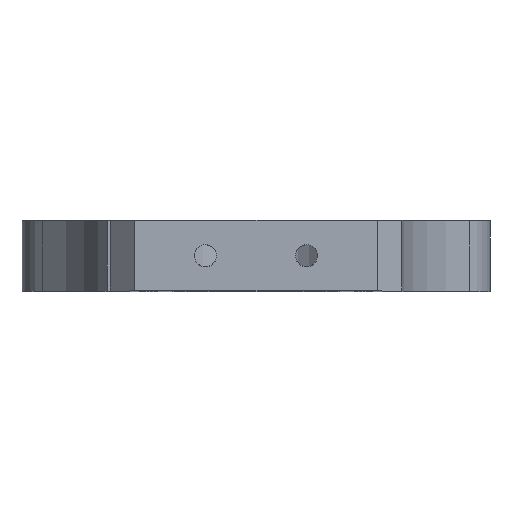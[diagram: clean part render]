
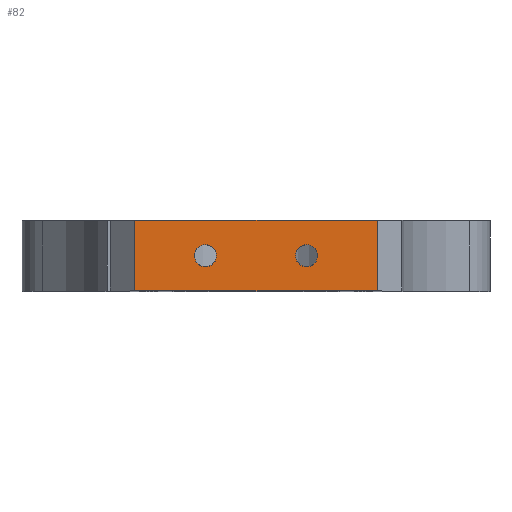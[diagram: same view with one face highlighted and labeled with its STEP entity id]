
A CAD part, top view. The second image highlights one B-rep face of the part: STEP entity #82.
In plain terms, the highlighted planar face has unit normal (0, 0, 1).
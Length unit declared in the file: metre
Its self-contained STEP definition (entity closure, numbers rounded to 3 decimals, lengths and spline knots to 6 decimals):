
#82=ADVANCED_FACE('1307:43',(#209,#210,#211),#212,.T.);
#209=FACE_BOUND('',#403,.T.);
#210=FACE_BOUND('',#404,.T.);
#211=FACE_OUTER_BOUND('',#405,.T.);
#212=PLANE('',#406);
#403=EDGE_LOOP('',(#818,#819));
#404=EDGE_LOOP('',(#820,#821));
#405=EDGE_LOOP('',(#822,#823,#824,#825));
#406=AXIS2_PLACEMENT_3D('',#826,#827,#828);
#818=ORIENTED_EDGE('',*,*,#1376,.F.);
#819=ORIENTED_EDGE('',*,*,#1231,.F.);
#820=ORIENTED_EDGE('',*,*,#1261,.T.);
#821=ORIENTED_EDGE('',*,*,#1377,.T.);
#822=ORIENTED_EDGE('',*,*,#1340,.F.);
#823=ORIENTED_EDGE('',*,*,#1378,.F.);
#824=ORIENTED_EDGE('',*,*,#1379,.F.);
#825=ORIENTED_EDGE('',*,*,#1380,.T.);
#826=CARTESIAN_POINT('',(-0.00359,0.191057,0.034));
#827=DIRECTION('',(0.,0.,1.0));
#828=DIRECTION('',(1.0,0.,0.));
#1231=EDGE_CURVE('1307:373',#1468,#1464,#1470,.T.);
#1261=EDGE_CURVE('1307:376',#1523,#1527,#1529,.T.);
#1340=EDGE_CURVE('1307:268',#1671,#1673,#1674,.F.);
#1376=EDGE_CURVE('1307:373',#1464,#1468,#1733,.T.);
#1377=EDGE_CURVE('1307:376',#1527,#1523,#1734,.T.);
#1378=EDGE_CURVE('1307:379',#1735,#1671,#1736,.T.);
#1379=EDGE_CURVE('1307:382',#1737,#1735,#1738,.T.);
#1380=EDGE_CURVE('1307:385',#1737,#1673,#1739,.T.);
#1464=VERTEX_POINT('',#1888);
#1468=VERTEX_POINT('',#1893);
#1470=CIRCLE('',#1896,0.0016);
#1523=VERTEX_POINT('',#2024);
#1527=VERTEX_POINT('',#2029);
#1529=CIRCLE('',#2032,0.0016);
#1671=VERTEX_POINT('',#2405);
#1673=VERTEX_POINT('',#2408);
#1674=LINE('',#2409,#2410);
#1733=CIRCLE('',#2598,0.0016);
#1734=CIRCLE('',#2599,0.0016);
#1735=VERTEX_POINT('',#2600);
#1736=LINE('',#2601,#2602);
#1737=VERTEX_POINT('',#2603);
#1738=LINE('',#2604,#2605);
#1739=LINE('',#2606,#2607);
#1888=CARTESIAN_POINT('',(-0.012479,0.196157,0.034));
#1893=CARTESIAN_POINT('',(-0.009279,0.196157,0.034));
#1896=AXIS2_PLACEMENT_3D('',#2768,#2769,#2770);
#2024=CARTESIAN_POINT('',(0.005301,0.196157,0.034));
#2029=CARTESIAN_POINT('',(0.002101,0.196157,0.034));
#2032=AXIS2_PLACEMENT_3D('',#2824,#2825,#2826);
#2405=CARTESIAN_POINT('',(-0.021087,0.201257,0.034));
#2408=CARTESIAN_POINT('',(0.01391,0.201257,0.034));
#2409=CARTESIAN_POINT('',(-0.003587,0.201257,0.034));
#2410=VECTOR('',#2954,1.0);
#2598=AXIS2_PLACEMENT_3D('',#3009,#3010,#3011);
#2599=AXIS2_PLACEMENT_3D('',#3012,#3013,#3014);
#2600=CARTESIAN_POINT('',(-0.021087,0.191057,0.034));
#2601=CARTESIAN_POINT('',(-0.021087,0.191057,0.034));
#2602=VECTOR('',#3015,1.0);
#2603=CARTESIAN_POINT('',(0.01391,0.191057,0.034));
#2604=CARTESIAN_POINT('',(0.013913,0.191057,0.034));
#2605=VECTOR('',#3016,0.035);
#2606=CARTESIAN_POINT('',(0.01391,0.191057,0.034));
#2607=VECTOR('',#3017,1.0);
#2768=CARTESIAN_POINT('',(-0.010879,0.196157,0.034));
#2769=DIRECTION('',(0.,0.,1.0));
#2770=DIRECTION('',(-1.0,0.,0.));
#2824=CARTESIAN_POINT('',(0.003701,0.196157,0.034));
#2825=DIRECTION('',(0.,0.,-1.0));
#2826=DIRECTION('',(1.0,0.0,0.));
#2954=DIRECTION('',(-1.0,0.,0.));
#3009=CARTESIAN_POINT('',(-0.010879,0.196157,0.034));
#3010=DIRECTION('',(0.,0.,1.0));
#3011=DIRECTION('',(-1.0,0.,0.));
#3012=CARTESIAN_POINT('',(0.003701,0.196157,0.034));
#3013=DIRECTION('',(0.,0.,-1.0));
#3014=DIRECTION('',(1.0,0.0,0.));
#3015=DIRECTION('',(0.,1.0,0.));
#3016=DIRECTION('',(-1.0,0.,0.));
#3017=DIRECTION('',(0.,1.0,0.));
